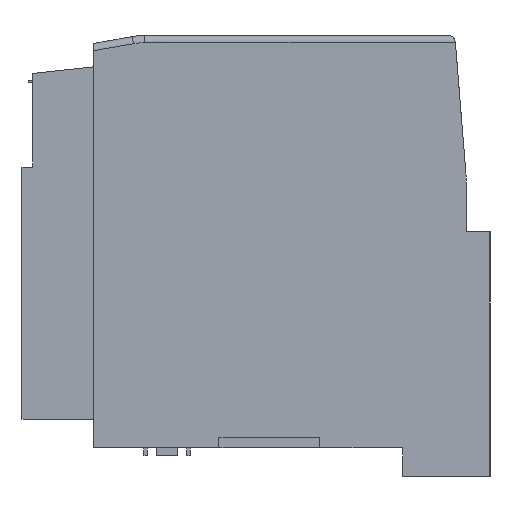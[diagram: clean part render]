
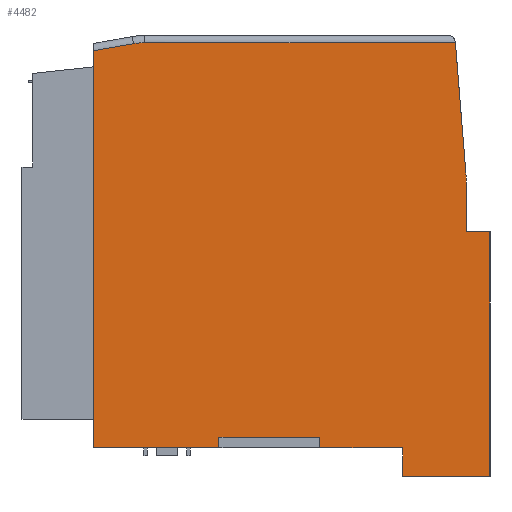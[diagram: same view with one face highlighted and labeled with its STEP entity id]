
A CAD part, left-side view. The second image highlights one B-rep face of the part: STEP entity #4482.
In plain terms, the highlighted planar face has unit normal (-1, 0, 0).
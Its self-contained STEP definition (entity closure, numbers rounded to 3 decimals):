
#18 = LINE ( 'NONE', #22319, #5645 ) ;
#167 = ORIENTED_EDGE ( 'NONE', *, *, #12430, .T. ) ;
#350 = LINE ( 'NONE', #26321, #30514 ) ;
#764 = EDGE_CURVE ( 'NONE', #27569, #3376, #26520, .T. ) ;
#1031 = DIRECTION ( 'NONE',  ( 0., 1., 0. ) ) ;
#1197 = CARTESIAN_POINT ( 'NONE',  ( -44.35, 25.95, 57.35 ) ) ;
#1298 = EDGE_CURVE ( 'NONE', #3747, #7072, #27256, .T. ) ;
#2260 = LINE ( 'NONE', #14127, #8612 ) ;
#2272 = AXIS2_PLACEMENT_3D ( 'NONE', #27817, #13538, #30179 ) ;
#3194 = ORIENTED_EDGE ( 'NONE', *, *, #25499, .T. ) ;
#3376 = VERTEX_POINT ( 'NONE', #22575 ) ;
#3487 = DIRECTION ( 'NONE',  ( -1., 0., 0. ) ) ;
#3607 = ORIENTED_EDGE ( 'NONE', *, *, #8123, .T. ) ;
#3648 = EDGE_CURVE ( 'NONE', #28325, #5960, #6393, .T. ) ;
#3747 = VERTEX_POINT ( 'NONE', #5549 ) ;
#4167 = DIRECTION ( 'NONE',  ( 0., 1., 0. ) ) ;
#4175 = DIRECTION ( 'NONE',  ( 0., 0., -1. ) ) ;
#4482 = ADVANCED_FACE ( 'NONE', ( #16382 ), #18203, .F. ) ;
#4983 = VERTEX_POINT ( 'NONE', #24199 ) ;
#5549 = CARTESIAN_POINT ( 'NONE',  ( -44.35, -29.25, -4. ) ) ;
#5645 = VECTOR ( 'NONE', #27123, 1000. ) ;
#5702 = EDGE_LOOP ( 'NONE', ( #16030, #7371, #3194, #3607, #27212, #17851, #17926, #18305, #19134, #15454, #10306, #28096, #28304, #11533, #22643, #167 ) ) ;
#5960 = VERTEX_POINT ( 'NONE', #23223 ) ;
#6393 = LINE ( 'NONE', #14176, #18290 ) ;
#6732 = EDGE_CURVE ( 'NONE', #7072, #4983, #18, .T. ) ;
#7072 = VERTEX_POINT ( 'NONE', #11860 ) ;
#7371 = ORIENTED_EDGE ( 'NONE', *, *, #8663, .T. ) ;
#7393 = LINE ( 'NONE', #24626, #20060 ) ;
#7661 = CARTESIAN_POINT ( 'NONE',  ( -44.35, -29.25, 30.05 ) ) ;
#7711 = CARTESIAN_POINT ( 'NONE',  ( -44.35, -5.55, 0. ) ) ;
#7930 = CARTESIAN_POINT ( 'NONE',  ( -44.35, -25.95, 56.35 ) ) ;
#8111 = CARTESIAN_POINT ( 'NONE',  ( -44.35, -17.09, -4. ) ) ;
#8123 = EDGE_CURVE ( 'NONE', #20462, #26817, #24349, .T. ) ;
#8612 = VECTOR ( 'NONE', #28452, 1000. ) ;
#8663 = EDGE_CURVE ( 'NONE', #27196, #30877, #21276, .T. ) ;
#8742 = LINE ( 'NONE', #18417, #27006 ) ;
#9007 = CARTESIAN_POINT ( 'NONE',  ( -44.35, 18.784, 56.35 ) ) ;
#9663 = DIRECTION ( 'NONE',  ( 0., 0., -1. ) ) ;
#10127 = DIRECTION ( 'NONE',  ( -1., 0., 0. ) ) ;
#10211 = AXIS2_PLACEMENT_3D ( 'NONE', #24375, #10127, #26772 ) ;
#10306 = ORIENTED_EDGE ( 'NONE', *, *, #6732, .F. ) ;
#10348 = LINE ( 'NONE', #1197, #23019 ) ;
#10362 = DIRECTION ( 'NONE',  ( 0., -0.081, -0.997 ) ) ;
#11018 = CARTESIAN_POINT ( 'NONE',  ( -44.35, -25.885, 38.406 ) ) ;
#11533 = ORIENTED_EDGE ( 'NONE', *, *, #26893, .T. ) ;
#11669 = VECTOR ( 'NONE', #14803, 1000. ) ;
#11860 = CARTESIAN_POINT ( 'NONE',  ( -44.35, -17.09, -4. ) ) ;
#11920 = VECTOR ( 'NONE', #16111, 1000. ) ;
#12222 = CARTESIAN_POINT ( 'NONE',  ( -44.35, 25.95, 0. ) ) ;
#12430 = EDGE_CURVE ( 'NONE', #28325, #21246, #22352, .T. ) ;
#13083 = CARTESIAN_POINT ( 'NONE',  ( -44.35, -25.95, 0. ) ) ;
#13344 = EDGE_CURVE ( 'NONE', #14089, #4983, #24623, .T. ) ;
#13538 = DIRECTION ( 'NONE',  ( 1., 0., 0. ) ) ;
#13838 = VECTOR ( 'NONE', #18906, 1000. ) ;
#14089 = VERTEX_POINT ( 'NONE', #7711 ) ;
#14127 = CARTESIAN_POINT ( 'NONE',  ( -44.35, -5.55, 1.5 ) ) ;
#14176 = CARTESIAN_POINT ( 'NONE',  ( -44.35, -25.95, 57.35 ) ) ;
#14374 = CARTESIAN_POINT ( 'NONE',  ( -44.35, 0., 1.5 ) ) ;
#14803 = DIRECTION ( 'NONE',  ( 0., 0.985, -0.172 ) ) ;
#15454 = ORIENTED_EDGE ( 'NONE', *, *, #13344, .T. ) ;
#15819 = CARTESIAN_POINT ( 'NONE',  ( -44.35, 25.95, 55.235 ) ) ;
#16030 = ORIENTED_EDGE ( 'NONE', *, *, #25422, .F. ) ;
#16074 = EDGE_CURVE ( 'NONE', #27569, #14089, #2260, .T. ) ;
#16111 = DIRECTION ( 'NONE',  ( 0., -1., 0. ) ) ;
#16382 = FACE_OUTER_BOUND ( 'NONE', #5702, .T. ) ;
#16496 = EDGE_CURVE ( 'NONE', #23099, #3747, #22406, .T. ) ;
#16822 = DIRECTION ( 'NONE',  ( 0., 0., -1. ) ) ;
#17069 = CIRCLE ( 'NONE', #26267, 9. ) ;
#17228 = CARTESIAN_POINT ( 'NONE',  ( -44.35, -24.773, 64.091 ) ) ;
#17731 = CARTESIAN_POINT ( 'NONE',  ( -44.35, 18.784, 47.35 ) ) ;
#17851 = ORIENTED_EDGE ( 'NONE', *, *, #23248, .T. ) ;
#17926 = ORIENTED_EDGE ( 'NONE', *, *, #18096, .F. ) ;
#18096 = EDGE_CURVE ( 'NONE', #3376, #29401, #350, .T. ) ;
#18203 = PLANE ( 'NONE',  #2272 ) ;
#18290 = VECTOR ( 'NONE', #16822, 1000. ) ;
#18305 = ORIENTED_EDGE ( 'NONE', *, *, #764, .F. ) ;
#18417 = CARTESIAN_POINT ( 'NONE',  ( -44.35, -29.25, 30.05 ) ) ;
#18906 = DIRECTION ( 'NONE',  ( 0., 1., 0. ) ) ;
#19134 = ORIENTED_EDGE ( 'NONE', *, *, #16074, .T. ) ;
#19415 = CARTESIAN_POINT ( 'NONE',  ( -44.35, 20.332, 56.216 ) ) ;
#20060 = VECTOR ( 'NONE', #10362, 1000. ) ;
#20118 = DIRECTION ( 'NONE',  ( 0., 0., -1. ) ) ;
#20437 = VERTEX_POINT ( 'NONE', #12222 ) ;
#20462 = VERTEX_POINT ( 'NONE', #19415 ) ;
#20775 = CARTESIAN_POINT ( 'NONE',  ( -44.35, -29.25, 30.05 ) ) ;
#20878 = VECTOR ( 'NONE', #1031, 1000. ) ;
#21246 = VERTEX_POINT ( 'NONE', #11018 ) ;
#21276 = LINE ( 'NONE', #7930, #26930 ) ;
#21667 = EDGE_CURVE ( 'NONE', #26817, #20437, #10348, .T. ) ;
#22319 = CARTESIAN_POINT ( 'NONE',  ( -44.35, -17.09, -4. ) ) ;
#22352 = CIRCLE ( 'NONE', #10211, 20. ) ;
#22406 = LINE ( 'NONE', #20775, #28020 ) ;
#22575 = CARTESIAN_POINT ( 'NONE',  ( -44.35, 8.45, 1.5 ) ) ;
#22643 = ORIENTED_EDGE ( 'NONE', *, *, #3648, .F. ) ;
#22841 = LINE ( 'NONE', #13083, #28430 ) ;
#23019 = VECTOR ( 'NONE', #27352, 1000. ) ;
#23099 = VERTEX_POINT ( 'NONE', #7661 ) ;
#23223 = CARTESIAN_POINT ( 'NONE',  ( -44.35, -25.95, 30.05 ) ) ;
#23248 = EDGE_CURVE ( 'NONE', #20437, #29401, #22841, .T. ) ;
#24199 = CARTESIAN_POINT ( 'NONE',  ( -44.35, -17.09, 0. ) ) ;
#24349 = LINE ( 'NONE', #17228, #11669 ) ;
#24375 = CARTESIAN_POINT ( 'NONE',  ( -44.35, -5.95, 36.791 ) ) ;
#24623 = LINE ( 'NONE', #30357, #11920 ) ;
#24626 = CARTESIAN_POINT ( 'NONE',  ( -44.35, -24.35, 57.35 ) ) ;
#25422 = EDGE_CURVE ( 'NONE', #27196, #21246, #7393, .T. ) ;
#25499 = EDGE_CURVE ( 'NONE', #30877, #20462, #17069, .T. ) ;
#25571 = CARTESIAN_POINT ( 'NONE',  ( -44.35, 8.45, 0. ) ) ;
#25797 = CARTESIAN_POINT ( 'NONE',  ( -44.35, -5.55, 1.5 ) ) ;
#26267 = AXIS2_PLACEMENT_3D ( 'NONE', #17731, #3487, #20118 ) ;
#26321 = CARTESIAN_POINT ( 'NONE',  ( -44.35, 8.45, 1.5 ) ) ;
#26520 = LINE ( 'NONE', #14374, #13838 ) ;
#26607 = CARTESIAN_POINT ( 'NONE',  ( -44.35, -24.431, 56.35 ) ) ;
#26772 = DIRECTION ( 'NONE',  ( 0., 0., -1. ) ) ;
#26817 = VERTEX_POINT ( 'NONE', #15819 ) ;
#26893 = EDGE_CURVE ( 'NONE', #23099, #5960, #8742, .T. ) ;
#26930 = VECTOR ( 'NONE', #27008, 1000. ) ;
#27006 = VECTOR ( 'NONE', #4167, 1000. ) ;
#27008 = DIRECTION ( 'NONE',  ( 0., 1., 0. ) ) ;
#27123 = DIRECTION ( 'NONE',  ( 0., 0., 1. ) ) ;
#27196 = VERTEX_POINT ( 'NONE', #26607 ) ;
#27212 = ORIENTED_EDGE ( 'NONE', *, *, #21667, .T. ) ;
#27256 = LINE ( 'NONE', #8111, #20878 ) ;
#27348 = DIRECTION ( 'NONE',  ( 0., -1., 0. ) ) ;
#27352 = DIRECTION ( 'NONE',  ( 0., 0., -1. ) ) ;
#27569 = VERTEX_POINT ( 'NONE', #25797 ) ;
#27817 = CARTESIAN_POINT ( 'NONE',  ( -44.35, -25.95, 57.35 ) ) ;
#28020 = VECTOR ( 'NONE', #4175, 1000. ) ;
#28096 = ORIENTED_EDGE ( 'NONE', *, *, #1298, .F. ) ;
#28304 = ORIENTED_EDGE ( 'NONE', *, *, #16496, .F. ) ;
#28325 = VERTEX_POINT ( 'NONE', #29443 ) ;
#28430 = VECTOR ( 'NONE', #27348, 1000. ) ;
#28452 = DIRECTION ( 'NONE',  ( 0., 0., -1. ) ) ;
#29401 = VERTEX_POINT ( 'NONE', #25571 ) ;
#29443 = CARTESIAN_POINT ( 'NONE',  ( -44.35, -25.95, 36.791 ) ) ;
#30179 = DIRECTION ( 'NONE',  ( 0., 0., -1. ) ) ;
#30357 = CARTESIAN_POINT ( 'NONE',  ( -44.35, -25.95, 0. ) ) ;
#30514 = VECTOR ( 'NONE', #9663, 1000. ) ;
#30877 = VERTEX_POINT ( 'NONE', #9007 ) ;
